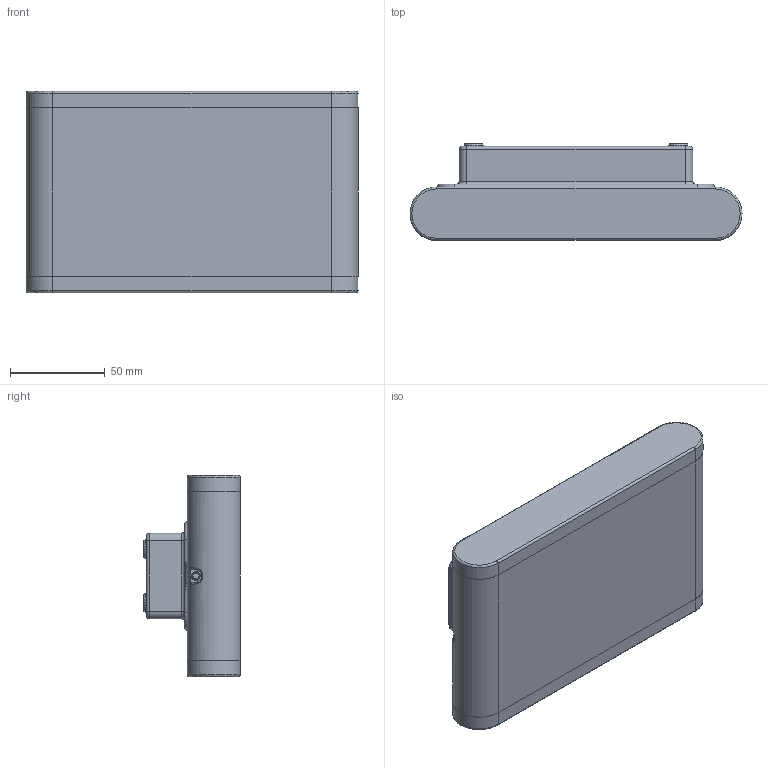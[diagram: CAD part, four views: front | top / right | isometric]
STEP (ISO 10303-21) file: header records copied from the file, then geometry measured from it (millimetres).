
FILE_DESCRIPTION(('CATIA V5 STEP Exchange','CAx-IF Rec.Pracs.--- Model Styling and Organization---1.4--- 2014-01-23','CAx-IF Rec.Pracs.---3D Tessellated Data Validation Properties---0.5---2014-09-14'),'2;1');
FILE_NAME('GW-6086L.stp','2023-03-20T06:17:14+00:00',('none'),('none'),'CATIA Version 5-6 Release 2018','CATIA V5 STEP AP242','none');
FILE_SCHEMA(('AP242_MANAGED_MODEL_BASED_3D_ENGINEERING_MIM_LF {1 0 10303 442 1 1 4}'));
Length unit declared in the file: millimetre
Products named in the file (12): 装配; PC罩; 灯体; 挂板; Part9; 胶塞; M3X5圆头螺丝; 花介子; 地线耳; M4螺丝; 尼龙垫片; M4X8
Assembly tree (20 placements, depth 2):
  装配
    PC罩  x2
    灯体
    挂板
    Part9  x2
    胶塞
    M3X5圆头螺丝  x4
    花介子
    地线耳
    M4螺丝
    尼龙垫片  x4
    M4X8  x2
Bounding box: 175 x 51 x 106 mm (x, y, z)
Volume: 225188.8 mm3; surface area: 161380.6 mm2
Topology: 82 solids, 82 shells, 1419 faces, 3317 edges, 2119 vertices
Faces by surface type: plane 697, cylinder 424, cone 158, torus 62, extrusion 38, bspline 24, sphere 16
Entity records: 31436 total; most frequent: CARTESIAN_POINT 12508, ORIENTED_EDGE 4154, DIRECTION 3007, EDGE_CURVE 2077, VERTEX_POINT 1317, VECTOR 1193, AXIS2_PLACEMENT_3D 1190, LINE 1159
